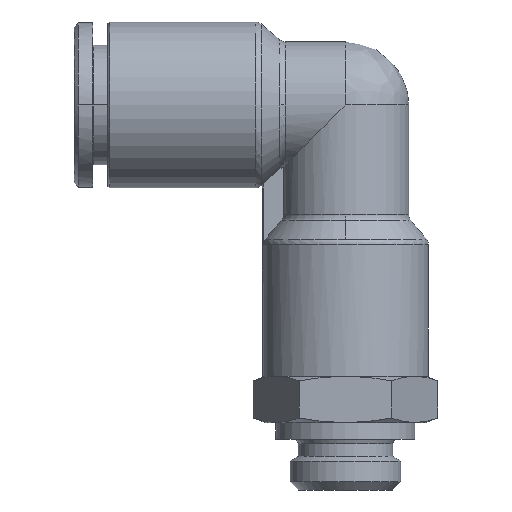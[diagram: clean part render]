
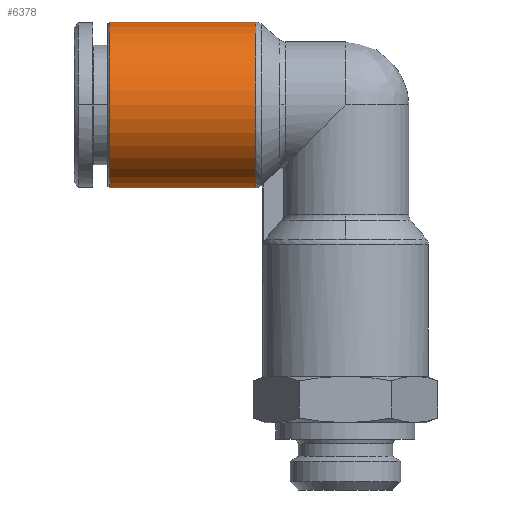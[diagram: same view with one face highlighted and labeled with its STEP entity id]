
A CAD part, left-side view. The second image highlights one B-rep face of the part: STEP entity #6378.
In plain terms, the highlighted cylindrical face has radius 9.85 mm (diameter 19.7 mm), a partial arc.
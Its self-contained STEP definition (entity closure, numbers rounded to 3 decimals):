
#114 = CIRCLE ( 'NONE', #9688, 9.85 ) ;
#520 = LINE ( 'NONE', #10440, #3282 ) ;
#613 = FACE_OUTER_BOUND ( 'NONE', #14251, .T. ) ;
#777 = CARTESIAN_POINT ( 'NONE',  ( 15.072, 0., 0. ) ) ;
#838 = CARTESIAN_POINT ( 'NONE',  ( 15.072, 0., 0. ) ) ;
#2235 = EDGE_CURVE ( 'NONE', #3275, #9397, #114, .T. ) ;
#2975 = ORIENTED_EDGE ( 'NONE', *, *, #9401, .T. ) ;
#3097 = VERTEX_POINT ( 'NONE', #13093 ) ;
#3192 = DIRECTION ( 'NONE',  ( 0., 0., -1. ) ) ;
#3250 = DIRECTION ( 'NONE',  ( 1., 0., 0. ) ) ;
#3275 = VERTEX_POINT ( 'NONE', #12220 ) ;
#3282 = VECTOR ( 'NONE', #10242, 1000. ) ;
#4586 = ORIENTED_EDGE ( 'NONE', *, *, #5033, .T. ) ;
#4733 = ORIENTED_EDGE ( 'NONE', *, *, #13741, .T. ) ;
#5033 = EDGE_CURVE ( 'NONE', #10033, #3097, #10101, .T. ) ;
#5604 = ORIENTED_EDGE ( 'NONE', *, *, #2235, .T. ) ;
#6378 = ADVANCED_FACE ( 'NONE', ( #613 ), #6896, .T. ) ;
#6531 = CARTESIAN_POINT ( 'NONE',  ( 15.072, 0., -9.85 ) ) ;
#6841 = AXIS2_PLACEMENT_3D ( 'NONE', #15140, #3250, #3192 ) ;
#6896 = CYLINDRICAL_SURFACE ( 'NONE', #8942, 9.85 ) ;
#6986 = VECTOR ( 'NONE', #10119, 1000. ) ;
#7671 = DIRECTION ( 'NONE',  ( 0., 0., -1. ) ) ;
#7844 = CARTESIAN_POINT ( 'NONE',  ( -2.264, 0., -9.85 ) ) ;
#8001 = DIRECTION ( 'NONE',  ( 1., 0., 0. ) ) ;
#8160 = CARTESIAN_POINT ( 'NONE',  ( 5.372, 0., 0. ) ) ;
#8942 = AXIS2_PLACEMENT_3D ( 'NONE', #8160, #8001, #13989 ) ;
#9072 = DIRECTION ( 'NONE',  ( -1., 0., 0. ) ) ;
#9397 = VERTEX_POINT ( 'NONE', #12671 ) ;
#9401 = EDGE_CURVE ( 'NONE', #3097, #3275, #520, .T. ) ;
#9688 = AXIS2_PLACEMENT_3D ( 'NONE', #777, #9072, #7671 ) ;
#9945 = EDGE_CURVE ( 'NONE', #10033, #12041, #12012, .T. ) ;
#10033 = VERTEX_POINT ( 'NONE', #7844 ) ;
#10101 = CIRCLE ( 'NONE', #6841, 9.85 ) ;
#10119 = DIRECTION ( 'NONE',  ( 1., 0., 0. ) ) ;
#10218 = CARTESIAN_POINT ( 'NONE',  ( 5.372, 0., -9.85 ) ) ;
#10242 = DIRECTION ( 'NONE',  ( 1., 0., 0. ) ) ;
#10440 = CARTESIAN_POINT ( 'NONE',  ( 5.372, 0., 9.85 ) ) ;
#10712 = ORIENTED_EDGE ( 'NONE', *, *, #9945, .F. ) ;
#11349 = DIRECTION ( 'NONE',  ( 0., 0., -1. ) ) ;
#12012 = LINE ( 'NONE', #10218, #6986 ) ;
#12041 = VERTEX_POINT ( 'NONE', #6531 ) ;
#12220 = CARTESIAN_POINT ( 'NONE',  ( 15.072, 0., 9.85 ) ) ;
#12583 = DIRECTION ( 'NONE',  ( -1., 0., 0. ) ) ;
#12671 = CARTESIAN_POINT ( 'NONE',  ( 15.072, 9.85, 0. ) ) ;
#13093 = CARTESIAN_POINT ( 'NONE',  ( -2.264, 0., 9.85 ) ) ;
#13741 = EDGE_CURVE ( 'NONE', #9397, #12041, #14052, .T. ) ;
#13989 = DIRECTION ( 'NONE',  ( 0., 0., -1. ) ) ;
#14052 = CIRCLE ( 'NONE', #14096, 9.85 ) ;
#14096 = AXIS2_PLACEMENT_3D ( 'NONE', #838, #12583, #11349 ) ;
#14251 = EDGE_LOOP ( 'NONE', ( #4586, #2975, #5604, #4733, #10712 ) ) ;
#15140 = CARTESIAN_POINT ( 'NONE',  ( -2.264, 0., 0. ) ) ;
